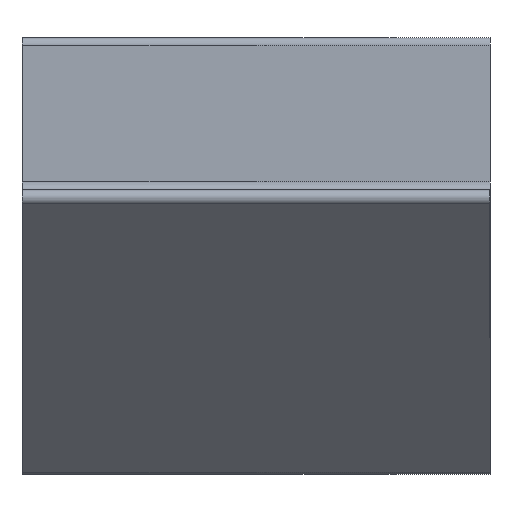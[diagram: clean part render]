
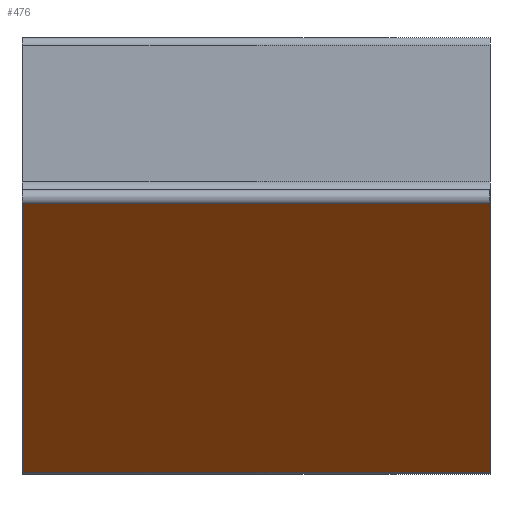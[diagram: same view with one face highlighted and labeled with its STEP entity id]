
A CAD part, left-side view. The second image highlights one B-rep face of the part: STEP entity #476.
In plain terms, the highlighted planar face has unit normal (-0.707, 0, -0.707).
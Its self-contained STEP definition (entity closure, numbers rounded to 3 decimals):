
#33=PLANE('',#522);
#57=FACE_OUTER_BOUND('',#86,.T.);
#86=EDGE_LOOP('',(#416,#417,#418,#419));
#98=LINE('',#704,#144);
#133=LINE('',#792,#179);
#134=LINE('',#795,#180);
#135=LINE('',#796,#181);
#144=VECTOR('',#564,10.);
#179=VECTOR('',#653,10.);
#180=VECTOR('',#656,10.);
#181=VECTOR('',#657,10.);
#217=VERTEX_POINT('',#701);
#218=VERTEX_POINT('',#703);
#244=VERTEX_POINT('',#790);
#245=VERTEX_POINT('',#794);
#264=EDGE_CURVE('',#217,#218,#98,.T.);
#308=EDGE_CURVE('',#217,#244,#133,.T.);
#309=EDGE_CURVE('',#245,#244,#134,.T.);
#310=EDGE_CURVE('',#218,#245,#135,.T.);
#416=ORIENTED_EDGE('',*,*,#264,.F.);
#417=ORIENTED_EDGE('',*,*,#308,.T.);
#418=ORIENTED_EDGE('',*,*,#309,.F.);
#419=ORIENTED_EDGE('',*,*,#310,.F.);
#476=ADVANCED_FACE('',(#57),#33,.T.);
#522=AXIS2_PLACEMENT_3D('',#793,#654,#655);
#564=DIRECTION('',(-0.707,0.,0.707));
#653=DIRECTION('',(0.,-1.,0.));
#654=DIRECTION('center_axis',(-0.707,0.,-0.707));
#655=DIRECTION('ref_axis',(0.707,0.,-0.707));
#656=DIRECTION('',(0.707,0.,-0.707));
#657=DIRECTION('',(0.,-1.,0.));
#701=CARTESIAN_POINT('',(-2.768,0.,4.429));
#703=CARTESIAN_POINT('',(-6.218,0.,7.879));
#704=CARTESIAN_POINT('',(-2.768,0.,4.429));
#790=CARTESIAN_POINT('',(-2.768,-6.,4.429));
#792=CARTESIAN_POINT('',(-2.768,0.,4.429));
#793=CARTESIAN_POINT('Origin',(-6.218,0.,7.879));
#794=CARTESIAN_POINT('',(-6.218,-6.,7.879));
#795=CARTESIAN_POINT('',(-2.768,-6.,4.429));
#796=CARTESIAN_POINT('',(-6.218,0.,7.879));
